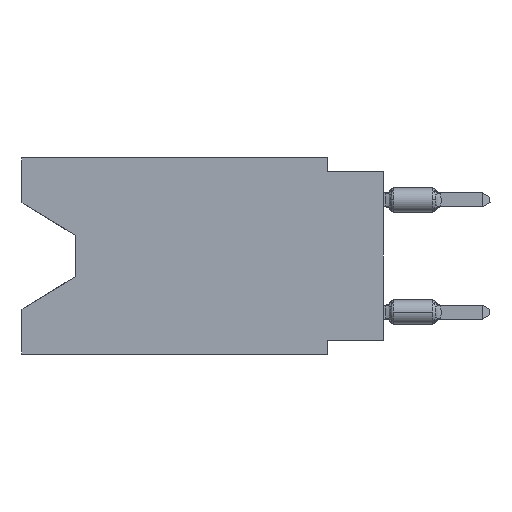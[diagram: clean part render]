
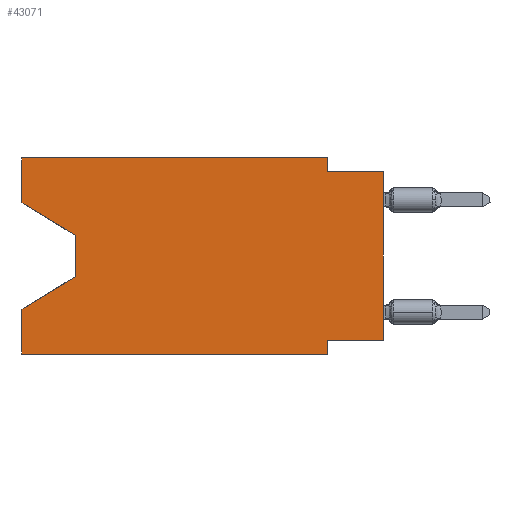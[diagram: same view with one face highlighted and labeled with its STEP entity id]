
A CAD part, left-side view. The second image highlights one B-rep face of the part: STEP entity #43071.
In plain terms, the highlighted planar face has unit normal (-1, 0, 0).
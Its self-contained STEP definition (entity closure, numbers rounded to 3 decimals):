
#1068 = DIRECTION ( 'NONE',  ( 0., 0., -1. ) ) ;
#2012 = CARTESIAN_POINT ( 'NONE',  ( 0., 0., -0.635 ) ) ;
#2358 = ORIENTED_EDGE ( 'NONE', *, *, #42268, .F. ) ;
#2563 = VECTOR ( 'NONE', #2725, 1000. ) ;
#2694 = DIRECTION ( 'NONE',  ( 0., 1., 0. ) ) ;
#2725 = DIRECTION ( 'NONE',  ( 0., 0., -1. ) ) ;
#2982 = LINE ( 'NONE', #36236, #2563 ) ;
#3178 = EDGE_CURVE ( 'NONE', #8095, #25781, #20034, .T. ) ;
#4303 = ORIENTED_EDGE ( 'NONE', *, *, #24035, .T. ) ;
#4518 = DIRECTION ( 'NONE',  ( 1., 0., 0. ) ) ;
#4878 = EDGE_CURVE ( 'NONE', #32054, #45252, #8829, .T. ) ;
#5415 = ORIENTED_EDGE ( 'NONE', *, *, #40378, .T. ) ;
#6686 = EDGE_CURVE ( 'NONE', #9843, #16876, #43953, .T. ) ;
#7396 = ORIENTED_EDGE ( 'NONE', *, *, #40093, .T. ) ;
#7694 = CARTESIAN_POINT ( 'NONE',  ( 0., 16.383, -8.89 ) ) ;
#7954 = VERTEX_POINT ( 'NONE', #35096 ) ;
#8095 = VERTEX_POINT ( 'NONE', #48294 ) ;
#8214 = FACE_OUTER_BOUND ( 'NONE', #35486, .T. ) ;
#8228 = DIRECTION ( 'NONE',  ( 0., 0., 1. ) ) ;
#8233 = CARTESIAN_POINT ( 'NONE',  ( 0., 0., -8.255 ) ) ;
#8511 = EDGE_CURVE ( 'NONE', #40032, #24628, #19674, .T. ) ;
#8638 = LINE ( 'NONE', #45561, #13249 ) ;
#8698 = PLANE ( 'NONE',  #46310 ) ;
#8829 = LINE ( 'NONE', #23743, #17430 ) ;
#8937 = CARTESIAN_POINT ( 'NONE',  ( 0., 16.383, 0. ) ) ;
#9843 = VERTEX_POINT ( 'NONE', #43132 ) ;
#10056 = CARTESIAN_POINT ( 'NONE',  ( 0., 0., -8.255 ) ) ;
#10399 = VECTOR ( 'NONE', #15523, 1000. ) ;
#10459 = CARTESIAN_POINT ( 'NONE',  ( 0., 2.54, 0. ) ) ;
#12003 = CARTESIAN_POINT ( 'NONE',  ( 0., 16.383, -2.038 ) ) ;
#12097 = LINE ( 'NONE', #7694, #10399 ) ;
#12701 = CARTESIAN_POINT ( 'NONE',  ( 0., 16.383, 0. ) ) ;
#12756 = CARTESIAN_POINT ( 'NONE',  ( 0., 0., 0. ) ) ;
#13249 = VECTOR ( 'NONE', #45805, 1000. ) ;
#13549 = VECTOR ( 'NONE', #31575, 1000. ) ;
#13769 = CARTESIAN_POINT ( 'NONE',  ( 0., 2.54, -8.255 ) ) ;
#14719 = VECTOR ( 'NONE', #15899, 1000. ) ;
#15081 = LINE ( 'NONE', #30718, #29923 ) ;
#15442 = CARTESIAN_POINT ( 'NONE',  ( 0., 16.383, 0. ) ) ;
#15523 = DIRECTION ( 'NONE',  ( 0., -1., 0. ) ) ;
#15649 = ORIENTED_EDGE ( 'NONE', *, *, #20932, .F. ) ;
#15899 = DIRECTION ( 'NONE',  ( 0., -0.855, -0.519 ) ) ;
#16753 = ORIENTED_EDGE ( 'NONE', *, *, #8511, .F. ) ;
#16873 = ORIENTED_EDGE ( 'NONE', *, *, #4878, .T. ) ;
#16876 = VERTEX_POINT ( 'NONE', #26785 ) ;
#17430 = VECTOR ( 'NONE', #20325, 1000. ) ;
#18030 = ORIENTED_EDGE ( 'NONE', *, *, #3178, .F. ) ;
#18041 = DIRECTION ( 'NONE',  ( 0., 0., -1. ) ) ;
#19207 = VECTOR ( 'NONE', #35418, 1000. ) ;
#19377 = VECTOR ( 'NONE', #18041, 1000. ) ;
#19674 = LINE ( 'NONE', #33865, #40569 ) ;
#20034 = LINE ( 'NONE', #12701, #19207 ) ;
#20325 = DIRECTION ( 'NONE',  ( 0., 0.855, -0.519 ) ) ;
#20932 = EDGE_CURVE ( 'NONE', #16876, #7954, #39454, .T. ) ;
#22216 = LINE ( 'NONE', #10056, #37017 ) ;
#23136 = DIRECTION ( 'NONE',  ( 0., 0., -1. ) ) ;
#23544 = VECTOR ( 'NONE', #31855, 1000. ) ;
#23673 = CARTESIAN_POINT ( 'NONE',  ( 0., 13.97, -5.385 ) ) ;
#23743 = CARTESIAN_POINT ( 'NONE',  ( 0., 13.97, -5.385 ) ) ;
#24035 = EDGE_CURVE ( 'NONE', #8095, #24998, #27144, .T. ) ;
#24628 = VERTEX_POINT ( 'NONE', #39073 ) ;
#24998 = VERTEX_POINT ( 'NONE', #46114 ) ;
#25781 = VERTEX_POINT ( 'NONE', #15442 ) ;
#26785 = CARTESIAN_POINT ( 'NONE',  ( 0., 2.54, -0.635 ) ) ;
#27144 = LINE ( 'NONE', #12003, #14719 ) ;
#27614 = EDGE_CURVE ( 'NONE', #32331, #40032, #22216, .T. ) ;
#28425 = VERTEX_POINT ( 'NONE', #34619 ) ;
#28508 = EDGE_CURVE ( 'NONE', #28425, #45252, #15081, .T. ) ;
#29923 = VECTOR ( 'NONE', #8228, 1000. ) ;
#30718 = CARTESIAN_POINT ( 'NONE',  ( 0., 16.383, 0. ) ) ;
#31575 = DIRECTION ( 'NONE',  ( 0., 0., 1. ) ) ;
#31624 = ORIENTED_EDGE ( 'NONE', *, *, #27614, .F. ) ;
#31855 = DIRECTION ( 'NONE',  ( 0., -1., 0. ) ) ;
#32054 = VERTEX_POINT ( 'NONE', #23673 ) ;
#32331 = VERTEX_POINT ( 'NONE', #8233 ) ;
#33865 = CARTESIAN_POINT ( 'NONE',  ( 0., 2.54, -8.89 ) ) ;
#34619 = CARTESIAN_POINT ( 'NONE',  ( 0., 16.383, -8.89 ) ) ;
#35096 = CARTESIAN_POINT ( 'NONE',  ( 0., 0., -0.635 ) ) ;
#35418 = DIRECTION ( 'NONE',  ( 0., 0., 1. ) ) ;
#35476 = LINE ( 'NONE', #12756, #13549 ) ;
#35486 = EDGE_LOOP ( 'NONE', ( #4303, #7396, #16873, #43393, #39583, #16753, #31624, #5415, #15649, #40549, #2358, #18030 ) ) ;
#36236 = CARTESIAN_POINT ( 'NONE',  ( 0., 13.97, -3.505 ) ) ;
#37017 = VECTOR ( 'NONE', #2694, 1000. ) ;
#38035 = CARTESIAN_POINT ( 'NONE',  ( 0., 16.383, -6.852 ) ) ;
#39073 = CARTESIAN_POINT ( 'NONE',  ( 0., 2.54, -8.89 ) ) ;
#39454 = LINE ( 'NONE', #2012, #23544 ) ;
#39583 = ORIENTED_EDGE ( 'NONE', *, *, #39825, .T. ) ;
#39825 = EDGE_CURVE ( 'NONE', #28425, #24628, #12097, .T. ) ;
#40032 = VERTEX_POINT ( 'NONE', #13769 ) ;
#40093 = EDGE_CURVE ( 'NONE', #24998, #32054, #2982, .T. ) ;
#40378 = EDGE_CURVE ( 'NONE', #32331, #7954, #35476, .T. ) ;
#40549 = ORIENTED_EDGE ( 'NONE', *, *, #6686, .F. ) ;
#40569 = VECTOR ( 'NONE', #1068, 1000. ) ;
#42268 = EDGE_CURVE ( 'NONE', #25781, #9843, #8638, .T. ) ;
#43071 = ADVANCED_FACE ( 'NONE', ( #8214 ), #8698, .F. ) ;
#43132 = CARTESIAN_POINT ( 'NONE',  ( 0., 2.54, 0. ) ) ;
#43393 = ORIENTED_EDGE ( 'NONE', *, *, #28508, .F. ) ;
#43953 = LINE ( 'NONE', #10459, #19377 ) ;
#45252 = VERTEX_POINT ( 'NONE', #38035 ) ;
#45561 = CARTESIAN_POINT ( 'NONE',  ( 0., 16.383, 0. ) ) ;
#45805 = DIRECTION ( 'NONE',  ( 0., -1., 0. ) ) ;
#46114 = CARTESIAN_POINT ( 'NONE',  ( 0., 13.97, -3.505 ) ) ;
#46310 = AXIS2_PLACEMENT_3D ( 'NONE', #8937, #4518, #23136 ) ;
#48294 = CARTESIAN_POINT ( 'NONE',  ( 0., 16.383, -2.038 ) ) ;
